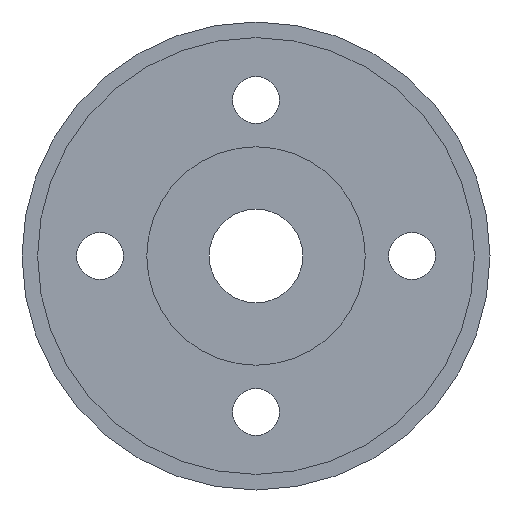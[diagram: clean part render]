
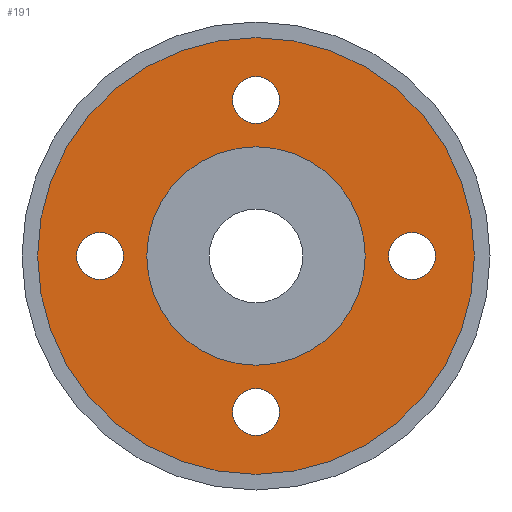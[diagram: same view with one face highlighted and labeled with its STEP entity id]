
A CAD part, front view. The second image highlights one B-rep face of the part: STEP entity #191.
In plain terms, the highlighted planar face has unit normal (0, -1, 0).
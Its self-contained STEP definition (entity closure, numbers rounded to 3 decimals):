
#6 = DIRECTION ( 'NONE',  ( 0., 0., 1. ) ) ;
#14 = FACE_BOUND ( 'NONE', #665, .T. ) ;
#17 = CARTESIAN_POINT ( 'NONE',  ( 0., -1.5, 14. ) ) ;
#30 = VERTEX_POINT ( 'NONE', #425 ) ;
#32 = AXIS2_PLACEMENT_3D ( 'NONE', #210, #468, #694 ) ;
#36 = CIRCLE ( 'NONE', #126, 1.5 ) ;
#44 = VERTEX_POINT ( 'NONE', #499 ) ;
#46 = CIRCLE ( 'NONE', #674, 1.5 ) ;
#47 = AXIS2_PLACEMENT_3D ( 'NONE', #139, #543, #272 ) ;
#50 = EDGE_CURVE ( 'NONE', #79, #277, #36, .T. ) ;
#59 = VERTEX_POINT ( 'NONE', #453 ) ;
#70 = CARTESIAN_POINT ( 'NONE',  ( -10., -1.5, 0. ) ) ;
#79 = VERTEX_POINT ( 'NONE', #654 ) ;
#80 = ORIENTED_EDGE ( 'NONE', *, *, #406, .T. ) ;
#82 = CARTESIAN_POINT ( 'NONE',  ( 0., -1.5, -10. ) ) ;
#87 = CARTESIAN_POINT ( 'NONE',  ( -10., -1.5, 1.5 ) ) ;
#92 = CIRCLE ( 'NONE', #97, 1.5 ) ;
#97 = AXIS2_PLACEMENT_3D ( 'NONE', #105, #365, #242 ) ;
#100 = ORIENTED_EDGE ( 'NONE', *, *, #335, .T. ) ;
#105 = CARTESIAN_POINT ( 'NONE',  ( 0., -1.5, 10. ) ) ;
#114 = DIRECTION ( 'NONE',  ( 0., 1., 0. ) ) ;
#116 = AXIS2_PLACEMENT_3D ( 'NONE', #70, #589, #392 ) ;
#126 = AXIS2_PLACEMENT_3D ( 'NONE', #260, #532, #388 ) ;
#127 = CARTESIAN_POINT ( 'NONE',  ( 0., -1.5, 10. ) ) ;
#129 = CIRCLE ( 'NONE', #206, 1.5 ) ;
#139 = CARTESIAN_POINT ( 'NONE',  ( 0., -1.5, 0. ) ) ;
#144 = CARTESIAN_POINT ( 'NONE',  ( 0., -1.5, -11.5 ) ) ;
#145 = ORIENTED_EDGE ( 'NONE', *, *, #535, .T. ) ;
#153 = CIRCLE ( 'NONE', #819, 7. ) ;
#156 = EDGE_CURVE ( 'NONE', #278, #776, #271, .T. ) ;
#163 = CIRCLE ( 'NONE', #116, 1.5 ) ;
#186 = DIRECTION ( 'NONE',  ( 0., 0., 1. ) ) ;
#191 = ADVANCED_FACE ( 'NONE', ( #738, #14, #568, #247, #327, #527 ), #610, .T. ) ;
#206 = AXIS2_PLACEMENT_3D ( 'NONE', #82, #667, #806 ) ;
#210 = CARTESIAN_POINT ( 'NONE',  ( 0., -1.5, 0. ) ) ;
#217 = CARTESIAN_POINT ( 'NONE',  ( 10., -1.5, 1.5 ) ) ;
#228 = AXIS2_PLACEMENT_3D ( 'NONE', #127, #261, #734 ) ;
#232 = VERTEX_POINT ( 'NONE', #144 ) ;
#235 = VERTEX_POINT ( 'NONE', #217 ) ;
#242 = DIRECTION ( 'NONE',  ( 0., 0., -1. ) ) ;
#247 = FACE_BOUND ( 'NONE', #284, .T. ) ;
#257 = CIRCLE ( 'NONE', #228, 1.5 ) ;
#260 = CARTESIAN_POINT ( 'NONE',  ( -10., -1.5, 0. ) ) ;
#261 = DIRECTION ( 'NONE',  ( 0., 1., 0. ) ) ;
#271 = CIRCLE ( 'NONE', #679, 14. ) ;
#272 = DIRECTION ( 'NONE',  ( 0., 0., 1. ) ) ;
#275 = VERTEX_POINT ( 'NONE', #410 ) ;
#277 = VERTEX_POINT ( 'NONE', #87 ) ;
#278 = VERTEX_POINT ( 'NONE', #17 ) ;
#284 = EDGE_LOOP ( 'NONE', ( #339, #477 ) ) ;
#286 = ORIENTED_EDGE ( 'NONE', *, *, #363, .T. ) ;
#288 = AXIS2_PLACEMENT_3D ( 'NONE', #384, #855, #716 ) ;
#303 = DIRECTION ( 'NONE',  ( 0., 1., 0. ) ) ;
#312 = CARTESIAN_POINT ( 'NONE',  ( 0., -1.5, 7. ) ) ;
#315 = AXIS2_PLACEMENT_3D ( 'NONE', #567, #530, #364 ) ;
#325 = EDGE_CURVE ( 'NONE', #235, #59, #704, .T. ) ;
#327 = FACE_BOUND ( 'NONE', #838, .T. ) ;
#335 = EDGE_CURVE ( 'NONE', #411, #232, #129, .T. ) ;
#339 = ORIENTED_EDGE ( 'NONE', *, *, #856, .T. ) ;
#363 = EDGE_CURVE ( 'NONE', #44, #448, #862, .T. ) ;
#364 = DIRECTION ( 'NONE',  ( 0., 0., -1. ) ) ;
#365 = DIRECTION ( 'NONE',  ( 0., 1., 0. ) ) ;
#371 = EDGE_CURVE ( 'NONE', #59, #235, #46, .T. ) ;
#379 = CIRCLE ( 'NONE', #793, 14. ) ;
#384 = CARTESIAN_POINT ( 'NONE',  ( 0., -1.5, -10. ) ) ;
#388 = DIRECTION ( 'NONE',  ( 0., 0., -1. ) ) ;
#392 = DIRECTION ( 'NONE',  ( 0., 0., -1. ) ) ;
#406 = EDGE_CURVE ( 'NONE', #448, #44, #153, .T. ) ;
#410 = CARTESIAN_POINT ( 'NONE',  ( 0., -1.5, 11.5 ) ) ;
#411 = VERTEX_POINT ( 'NONE', #740 ) ;
#425 = CARTESIAN_POINT ( 'NONE',  ( 0., -1.5, 8.5 ) ) ;
#432 = ORIENTED_EDGE ( 'NONE', *, *, #325, .T. ) ;
#445 = EDGE_CURVE ( 'NONE', #232, #411, #578, .T. ) ;
#448 = VERTEX_POINT ( 'NONE', #312 ) ;
#453 = CARTESIAN_POINT ( 'NONE',  ( 10., -1.5, -1.5 ) ) ;
#468 = DIRECTION ( 'NONE',  ( 0., -1., 0. ) ) ;
#477 = ORIENTED_EDGE ( 'NONE', *, *, #522, .T. ) ;
#488 = EDGE_CURVE ( 'NONE', #776, #278, #379, .T. ) ;
#499 = CARTESIAN_POINT ( 'NONE',  ( 0., -1.5, -7. ) ) ;
#503 = ORIENTED_EDGE ( 'NONE', *, *, #50, .T. ) ;
#516 = ORIENTED_EDGE ( 'NONE', *, *, #156, .F. ) ;
#522 = EDGE_CURVE ( 'NONE', #30, #275, #257, .T. ) ;
#527 = FACE_BOUND ( 'NONE', #533, .T. ) ;
#528 = DIRECTION ( 'NONE',  ( 0., 1., 0. ) ) ;
#530 = DIRECTION ( 'NONE',  ( 0., 1., 0. ) ) ;
#532 = DIRECTION ( 'NONE',  ( 0., 1., 0. ) ) ;
#533 = EDGE_LOOP ( 'NONE', ( #100, #718 ) ) ;
#535 = EDGE_CURVE ( 'NONE', #277, #79, #163, .T. ) ;
#543 = DIRECTION ( 'NONE',  ( 0., 1., 0. ) ) ;
#565 = ORIENTED_EDGE ( 'NONE', *, *, #488, .F. ) ;
#567 = CARTESIAN_POINT ( 'NONE',  ( 10., -1.5, 0. ) ) ;
#568 = FACE_BOUND ( 'NONE', #817, .T. ) ;
#578 = CIRCLE ( 'NONE', #288, 1.5 ) ;
#589 = DIRECTION ( 'NONE',  ( 0., 1., 0. ) ) ;
#610 = PLANE ( 'NONE',  #32 ) ;
#639 = CARTESIAN_POINT ( 'NONE',  ( 0., -1.5, 0. ) ) ;
#654 = CARTESIAN_POINT ( 'NONE',  ( -10., -1.5, -1.5 ) ) ;
#662 = CARTESIAN_POINT ( 'NONE',  ( 10., -1.5, 0. ) ) ;
#665 = EDGE_LOOP ( 'NONE', ( #286, #80 ) ) ;
#667 = DIRECTION ( 'NONE',  ( 0., 1., 0. ) ) ;
#672 = DIRECTION ( 'NONE',  ( 0., 1., 0. ) ) ;
#674 = AXIS2_PLACEMENT_3D ( 'NONE', #662, #672, #736 ) ;
#679 = AXIS2_PLACEMENT_3D ( 'NONE', #805, #528, #6 ) ;
#689 = CARTESIAN_POINT ( 'NONE',  ( 0., -1.5, -14. ) ) ;
#694 = DIRECTION ( 'NONE',  ( 0., 0., 1. ) ) ;
#704 = CIRCLE ( 'NONE', #315, 1.5 ) ;
#716 = DIRECTION ( 'NONE',  ( 0., 0., -1. ) ) ;
#718 = ORIENTED_EDGE ( 'NONE', *, *, #445, .T. ) ;
#731 = EDGE_LOOP ( 'NONE', ( #565, #516 ) ) ;
#734 = DIRECTION ( 'NONE',  ( 0., 0., -1. ) ) ;
#736 = DIRECTION ( 'NONE',  ( 0., 0., -1. ) ) ;
#738 = FACE_OUTER_BOUND ( 'NONE', #731, .T. ) ;
#740 = CARTESIAN_POINT ( 'NONE',  ( 0., -1.5, -8.5 ) ) ;
#776 = VERTEX_POINT ( 'NONE', #689 ) ;
#778 = CARTESIAN_POINT ( 'NONE',  ( 0., -1.5, 0. ) ) ;
#793 = AXIS2_PLACEMENT_3D ( 'NONE', #778, #114, #844 ) ;
#805 = CARTESIAN_POINT ( 'NONE',  ( 0., -1.5, 0. ) ) ;
#806 = DIRECTION ( 'NONE',  ( 0., 0., -1. ) ) ;
#811 = ORIENTED_EDGE ( 'NONE', *, *, #371, .T. ) ;
#817 = EDGE_LOOP ( 'NONE', ( #145, #503 ) ) ;
#819 = AXIS2_PLACEMENT_3D ( 'NONE', #639, #303, #186 ) ;
#838 = EDGE_LOOP ( 'NONE', ( #432, #811 ) ) ;
#844 = DIRECTION ( 'NONE',  ( 0., 0., 1. ) ) ;
#855 = DIRECTION ( 'NONE',  ( 0., 1., 0. ) ) ;
#856 = EDGE_CURVE ( 'NONE', #275, #30, #92, .T. ) ;
#862 = CIRCLE ( 'NONE', #47, 7. ) ;
